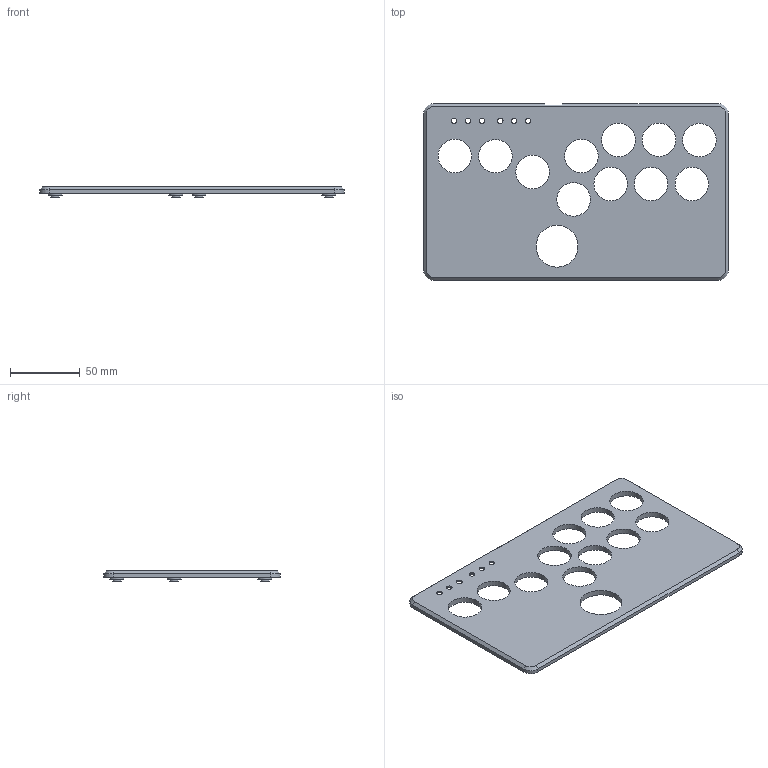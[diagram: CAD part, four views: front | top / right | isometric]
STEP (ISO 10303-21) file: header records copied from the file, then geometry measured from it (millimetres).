
FILE_DESCRIPTION(/* description */ (''),/* implementation_level */ '2;1');
FILE_NAME(/* name */ 'Flatbox-rev5-CNC-Top.step',/* time_stamp */ '2023-08-18T18:57:31+02:00',/* author */ (''),/* organization */ (''),/* preprocessor_version */ 'ST-DEVELOPER v20',/* originating_system */ 'Autodesk Translation Framework v12.9.0.99',/* authorisation */ '');
FILE_SCHEMA (('AUTOMOTIVE_DESIGN { 1 0 10303 214 3 1 1 }'));
Length unit declared in the file: millimetre
Products named in the file (1): Flatbox-rev5-CNC
Bounding box: 218 x 126.4 x 7.2 mm (x, y, z)
Volume: 84044.2 mm3; surface area: 51588.2 mm2
Topology: 1 solids, 1 shells, 108 faces, 239 edges, 156 vertices
Faces by surface type: plane 57, cylinder 47, cone 4
Full cylindrical faces by diameter (mm): 2.5 x7, 4 x6, 6 x7, 10 x7, 24 x11, 30 x1
Entity records: 3095 total; most frequent: DIRECTION 555, CARTESIAN_POINT 504, ORIENTED_EDGE 478, EDGE_CURVE 239, AXIS2_PLACEMENT_3D 207, EDGE_LOOP 167, VERTEX_POINT 156, LINE 141
